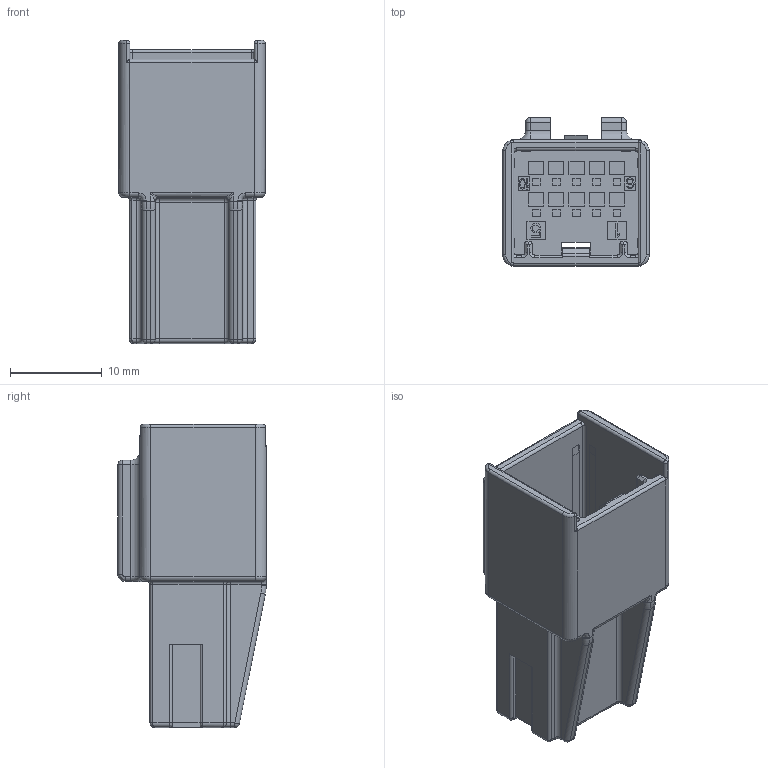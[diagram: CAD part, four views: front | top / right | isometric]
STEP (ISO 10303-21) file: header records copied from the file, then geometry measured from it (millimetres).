
FILE_DESCRIPTION((''),'2;1');
FILE_NAME('025_II_10M_HSG_REV01','2023-01-04T13:04:45',('jhryu'),(''),'CREO PARAMETRIC BY PTC INC, 2017380','CREO PARAMETRIC BY PTC INC, 2017380','');
FILE_SCHEMA(('CONFIG_CONTROL_DESIGN'));
Length unit declared in the file: millimetre
Products named in the file (1): 025_II_10M_HSG_REV01
Bounding box: 15.93 x 16.15 x 33 mm (x, y, z)
Volume: 3327.4 mm3; surface area: 3418.8 mm2
Topology: 1 solids, 1 shells, 1154 faces, 3084 edges, 1990 vertices
Faces by surface type: plane 928, cylinder 150, torus 32, sphere 18, bspline 16, cone 10
Entity records: 35885 total; most frequent: CARTESIAN_POINT 6998, ORIENTED_EDGE 6164, DIRECTION 5632, EDGE_CURVE 3082, VECTOR 2702, LINE 2702, VERTEX_POINT 1990, AXIS2_PLACEMENT_3D 1465
